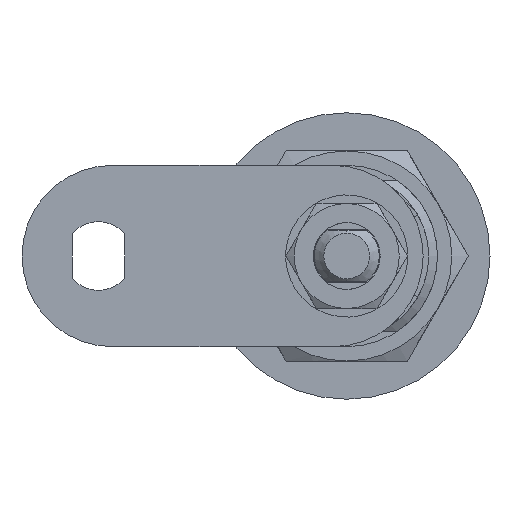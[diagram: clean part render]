
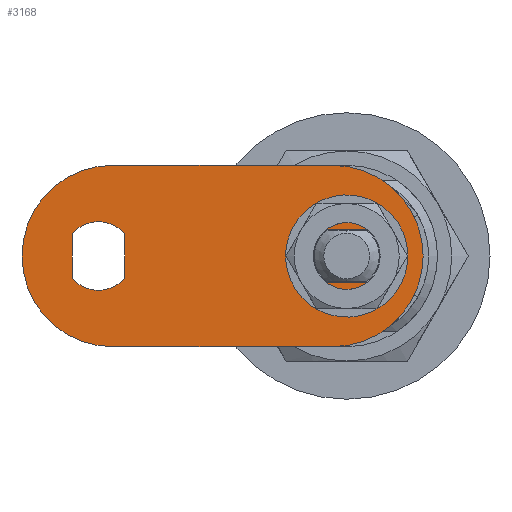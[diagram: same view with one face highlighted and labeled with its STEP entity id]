
A CAD part, left-side view. The second image highlights one B-rep face of the part: STEP entity #3168.
In plain terms, the highlighted face is planar.
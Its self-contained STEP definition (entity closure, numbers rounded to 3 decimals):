
#73 = LINE ( 'NONE', #5082, #3158 ) ;
#103 = VERTEX_POINT ( 'NONE', #2115 ) ;
#126 = AXIS2_PLACEMENT_3D ( 'NONE', #2339, #3137, #723 ) ;
#154 = DIRECTION ( 'NONE',  ( 0., 1., 0. ) ) ;
#231 = CARTESIAN_POINT ( 'NONE',  ( -2.75, 2.323, 1.15 ) ) ;
#296 = AXIS2_PLACEMENT_3D ( 'NONE', #1778, #4586, #2171 ) ;
#340 = EDGE_CURVE ( 'NONE', #2588, #103, #73, .T. ) ;
#387 = CARTESIAN_POINT ( 'NONE',  ( 0., 0., 1.15 ) ) ;
#399 = CARTESIAN_POINT ( 'NONE',  ( 9.5, 1.5, 1.15 ) ) ;
#446 = EDGE_CURVE ( 'NONE', #103, #3253, #4909, .T. ) ;
#557 = EDGE_CURVE ( 'NONE', #3441, #1079, #3479, .T. ) ;
#579 = LINE ( 'NONE', #3611, #2610 ) ;
#581 = FACE_BOUND ( 'NONE', #1370, .T. ) ;
#703 = PLANE ( 'NONE',  #126 ) ;
#723 = DIRECTION ( 'NONE',  ( 1., 0., 0. ) ) ;
#762 = EDGE_CURVE ( 'NONE', #1890, #4101, #1347, .T. ) ;
#788 = DIRECTION ( 'NONE',  ( 1., 0., 0. ) ) ;
#885 = CARTESIAN_POINT ( 'NONE',  ( 0., 24.5, 1.15 ) ) ;
#993 = ORIENTED_EDGE ( 'NONE', *, *, #1138, .F. ) ;
#1079 = VERTEX_POINT ( 'NONE', #399 ) ;
#1138 = EDGE_CURVE ( 'NONE', #3141, #2650, #1153, .T. ) ;
#1153 = LINE ( 'NONE', #231, #5174 ) ;
#1243 = VERTEX_POINT ( 'NONE', #4953 ) ;
#1285 = DIRECTION ( 'NONE',  ( -1., 0., 0. ) ) ;
#1345 = AXIS2_PLACEMENT_3D ( 'NONE', #1350, #4157, #1764 ) ;
#1347 = LINE ( 'NONE', #3979, #4550 ) ;
#1350 = CARTESIAN_POINT ( 'NONE',  ( 0., 26., 1.15 ) ) ;
#1370 = EDGE_LOOP ( 'NONE', ( #2466, #3941, #1624, #3021, #3707 ) ) ;
#1392 = CARTESIAN_POINT ( 'NONE',  ( 0., 26., 1.15 ) ) ;
#1510 = VERTEX_POINT ( 'NONE', #1666 ) ;
#1550 = EDGE_CURVE ( 'NONE', #2650, #1243, #2039, .T. ) ;
#1585 = DIRECTION ( 'NONE',  ( 1., 0., 0. ) ) ;
#1589 = EDGE_CURVE ( 'NONE', #2713, #2956, #4046, .T. ) ;
#1624 = ORIENTED_EDGE ( 'NONE', *, *, #446, .F. ) ;
#1666 = CARTESIAN_POINT ( 'NONE',  ( 2.75, 2.323, 1.15 ) ) ;
#1675 = FACE_BOUND ( 'NONE', #4417, .T. ) ;
#1751 = EDGE_CURVE ( 'NONE', #2956, #3441, #579, .T. ) ;
#1764 = DIRECTION ( 'NONE',  ( 1., 0., 0. ) ) ;
#1778 = CARTESIAN_POINT ( 'NONE',  ( 0., 1.5, 1.15 ) ) ;
#1786 = DIRECTION ( 'NONE',  ( 1., 0., 0. ) ) ;
#1833 = AXIS2_PLACEMENT_3D ( 'NONE', #1392, #4188, #1786 ) ;
#1890 = VERTEX_POINT ( 'NONE', #4862 ) ;
#1929 = VECTOR ( 'NONE', #154, 1000. ) ;
#1982 = AXIS2_PLACEMENT_3D ( 'NONE', #885, #3690, #1285 ) ;
#2039 = CIRCLE ( 'NONE', #2259, 3.6 ) ;
#2077 = DIRECTION ( 'NONE',  ( 0., 0., 1. ) ) ;
#2115 = CARTESIAN_POINT ( 'NONE',  ( -2.323, 28.75, 1.15 ) ) ;
#2165 = ORIENTED_EDGE ( 'NONE', *, *, #4878, .T. ) ;
#2171 = DIRECTION ( 'NONE',  ( 1., 0., 0. ) ) ;
#2248 = CARTESIAN_POINT ( 'NONE',  ( 0., 26., 1.15 ) ) ;
#2259 = AXIS2_PLACEMENT_3D ( 'NONE', #4489, #2077, #4888 ) ;
#2339 = CARTESIAN_POINT ( 'NONE',  ( 0., 1.5, 1.15 ) ) ;
#2397 = EDGE_CURVE ( 'NONE', #1510, #3141, #4946, .T. ) ;
#2466 = ORIENTED_EDGE ( 'NONE', *, *, #762, .F. ) ;
#2468 = EDGE_CURVE ( 'NONE', #1243, #1510, #3834, .T. ) ;
#2487 = EDGE_LOOP ( 'NONE', ( #4097, #2165, #5040, #4384 ) ) ;
#2588 = VERTEX_POINT ( 'NONE', #4105 ) ;
#2610 = VECTOR ( 'NONE', #4021, 1000. ) ;
#2650 = VERTEX_POINT ( 'NONE', #4556 ) ;
#2661 = DIRECTION ( 'NONE',  ( 1., 0., 0. ) ) ;
#2688 = CARTESIAN_POINT ( 'NONE',  ( 2.323, 23.25, 1.15 ) ) ;
#2713 = VERTEX_POINT ( 'NONE', #3011 ) ;
#2788 = CARTESIAN_POINT ( 'NONE',  ( -9.5, 24.5, 1.15 ) ) ;
#2793 = CARTESIAN_POINT ( 'NONE',  ( -3.6, 26., 1.15 ) ) ;
#2823 = CARTESIAN_POINT ( 'NONE',  ( 2.75, 2.323, 1.15 ) ) ;
#2937 = ORIENTED_EDGE ( 'NONE', *, *, #2468, .F. ) ;
#2956 = VERTEX_POINT ( 'NONE', #2788 ) ;
#3011 = CARTESIAN_POINT ( 'NONE',  ( 9.5, 24.5, 1.15 ) ) ;
#3021 = ORIENTED_EDGE ( 'NONE', *, *, #340, .F. ) ;
#3048 = DIRECTION ( 'NONE',  ( 0., -1., 0. ) ) ;
#3121 = CIRCLE ( 'NONE', #1345, 3.6 ) ;
#3137 = DIRECTION ( 'NONE',  ( 0., 0., 1. ) ) ;
#3141 = VERTEX_POINT ( 'NONE', #3511 ) ;
#3158 = VECTOR ( 'NONE', #3870, 1000. ) ;
#3168 = ADVANCED_FACE ( 'NONE', ( #1675, #3671, #581 ), #703, .T. ) ;
#3196 = DIRECTION ( 'NONE',  ( 0., 0., 1. ) ) ;
#3253 = VERTEX_POINT ( 'NONE', #2793 ) ;
#3441 = VERTEX_POINT ( 'NONE', #3675 ) ;
#3479 = CIRCLE ( 'NONE', #296, 9.5 ) ;
#3511 = CARTESIAN_POINT ( 'NONE',  ( -2.75, 2.323, 1.15 ) ) ;
#3611 = CARTESIAN_POINT ( 'NONE',  ( -9.5, 24.5, 1.15 ) ) ;
#3671 = FACE_OUTER_BOUND ( 'NONE', #2487, .T. ) ;
#3675 = CARTESIAN_POINT ( 'NONE',  ( -9.5, 1.5, 1.15 ) ) ;
#3690 = DIRECTION ( 'NONE',  ( 0., 0., 1. ) ) ;
#3707 = ORIENTED_EDGE ( 'NONE', *, *, #3930, .F. ) ;
#3834 = LINE ( 'NONE', #2823, #4777 ) ;
#3870 = DIRECTION ( 'NONE',  ( -1., 0., 0. ) ) ;
#3897 = AXIS2_PLACEMENT_3D ( 'NONE', #2248, #5052, #2661 ) ;
#3930 = EDGE_CURVE ( 'NONE', #4101, #2588, #4492, .T. ) ;
#3941 = ORIENTED_EDGE ( 'NONE', *, *, #4854, .F. ) ;
#3979 = CARTESIAN_POINT ( 'NONE',  ( -2.323, 23.25, 1.15 ) ) ;
#4021 = DIRECTION ( 'NONE',  ( 0., -1., 0. ) ) ;
#4046 = CIRCLE ( 'NONE', #1982, 9.5 ) ;
#4071 = ORIENTED_EDGE ( 'NONE', *, *, #1550, .F. ) ;
#4097 = ORIENTED_EDGE ( 'NONE', *, *, #557, .T. ) ;
#4101 = VERTEX_POINT ( 'NONE', #2688 ) ;
#4105 = CARTESIAN_POINT ( 'NONE',  ( 2.323, 28.75, 1.15 ) ) ;
#4157 = DIRECTION ( 'NONE',  ( 0., 0., 1. ) ) ;
#4188 = DIRECTION ( 'NONE',  ( 0., 0., 1. ) ) ;
#4384 = ORIENTED_EDGE ( 'NONE', *, *, #1751, .T. ) ;
#4417 = EDGE_LOOP ( 'NONE', ( #993, #4568, #2937, #4071 ) ) ;
#4424 = DIRECTION ( 'NONE',  ( 0., 1., 0. ) ) ;
#4462 = AXIS2_PLACEMENT_3D ( 'NONE', #387, #3196, #788 ) ;
#4489 = CARTESIAN_POINT ( 'NONE',  ( 0., 0., 1.15 ) ) ;
#4492 = CIRCLE ( 'NONE', #1833, 3.6 ) ;
#4550 = VECTOR ( 'NONE', #1585, 1000. ) ;
#4556 = CARTESIAN_POINT ( 'NONE',  ( -2.75, -2.323, 1.15 ) ) ;
#4568 = ORIENTED_EDGE ( 'NONE', *, *, #2397, .F. ) ;
#4586 = DIRECTION ( 'NONE',  ( 0., 0., 1. ) ) ;
#4777 = VECTOR ( 'NONE', #4424, 1000. ) ;
#4854 = EDGE_CURVE ( 'NONE', #3253, #1890, #3121, .T. ) ;
#4862 = CARTESIAN_POINT ( 'NONE',  ( -2.323, 23.25, 1.15 ) ) ;
#4878 = EDGE_CURVE ( 'NONE', #1079, #2713, #5128, .T. ) ;
#4888 = DIRECTION ( 'NONE',  ( 1., 0., 0. ) ) ;
#4909 = CIRCLE ( 'NONE', #3897, 3.6 ) ;
#4946 = CIRCLE ( 'NONE', #4462, 3.6 ) ;
#4953 = CARTESIAN_POINT ( 'NONE',  ( 2.75, -2.323, 1.15 ) ) ;
#4963 = CARTESIAN_POINT ( 'NONE',  ( 9.5, 24.5, 1.15 ) ) ;
#5040 = ORIENTED_EDGE ( 'NONE', *, *, #1589, .T. ) ;
#5052 = DIRECTION ( 'NONE',  ( 0., 0., 1. ) ) ;
#5082 = CARTESIAN_POINT ( 'NONE',  ( -2.323, 28.75, 1.15 ) ) ;
#5128 = LINE ( 'NONE', #4963, #1929 ) ;
#5174 = VECTOR ( 'NONE', #3048, 1000. ) ;
